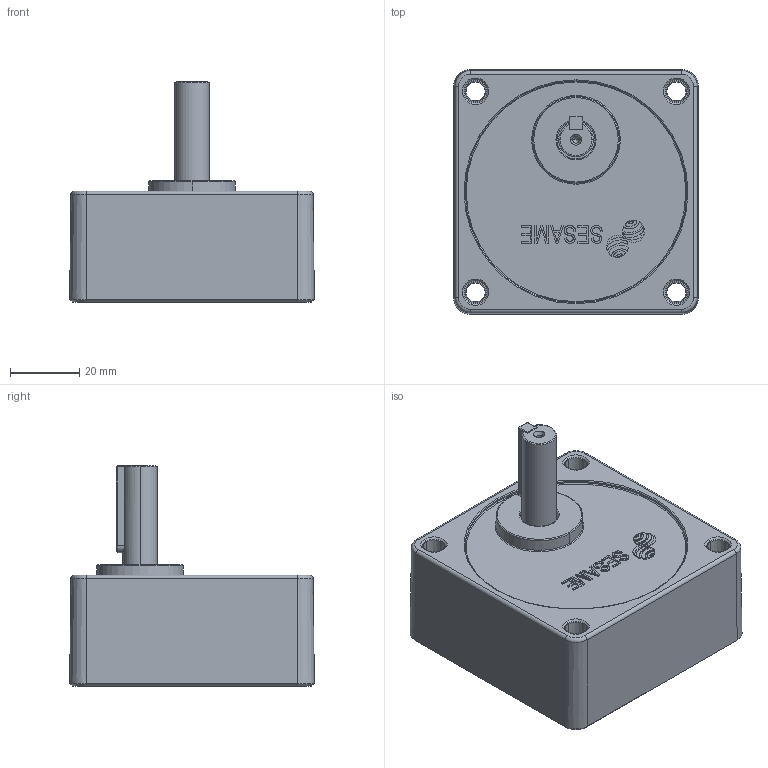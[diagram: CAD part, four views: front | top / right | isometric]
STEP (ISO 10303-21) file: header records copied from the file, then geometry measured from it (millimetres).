
FILE_DESCRIPTION (( 'STEP AP203' ), '1' );
FILE_NAME ('(¼Ð·Ç«~)3GN3-18KE.STEP', '2015-12-09T03:39:31', ( 'SE' ), ( 'SE' ), 'SwSTEP 2.0', 'SolidWorks 2010', '' );
FILE_SCHEMA (( 'CONFIG_CONTROL_DESIGN' ));
Length unit declared in the file: millimetre
Products named in the file (6): 4x4xL_25L; 丸頭十字螺絲M3x8_B18.6.7M - M3 x 0.5 x 8 Type I Cross Recessed PHMS --8C; (標準品)3GN3-18KE; G364-HA_G364-LA1(成品-銑工); 3GE側板_成品-內緣增1mm; 3GL_3-研磨
Assembly tree (8 placements, depth 2):
  (標準品)3GN3-18KE
    丸頭十字螺絲M3x8_B18.6.7M - M3 x 0.5 x 8 Type I Cross Recessed PHMS --8C  x4
    G364-HA_G364-LA1(成品-銑工)
    3GL_3-研磨
    3GE側板_成品-內緣增1mm
    4x4xL_25L
Bounding box: 70.62 x 70.62 x 63.5 mm (x, y, z)
Volume: 148393.4 mm3; surface area: 32925.7 mm2
Topology: 8 solids, 8 shells, 526 faces, 1334 edges, 857 vertices
Faces by surface type: cylinder 216, plane 183, cone 60, bspline 32, torus 27, sphere 8
Entity records: 16615 total; most frequent: CARTESIAN_POINT 5125, DIRECTION 2359, ORIENTED_EDGE 2204, EDGE_CURVE 1102, AXIS2_PLACEMENT_3D 921, VERTEX_POINT 713, LINE 517, VECTOR 517
